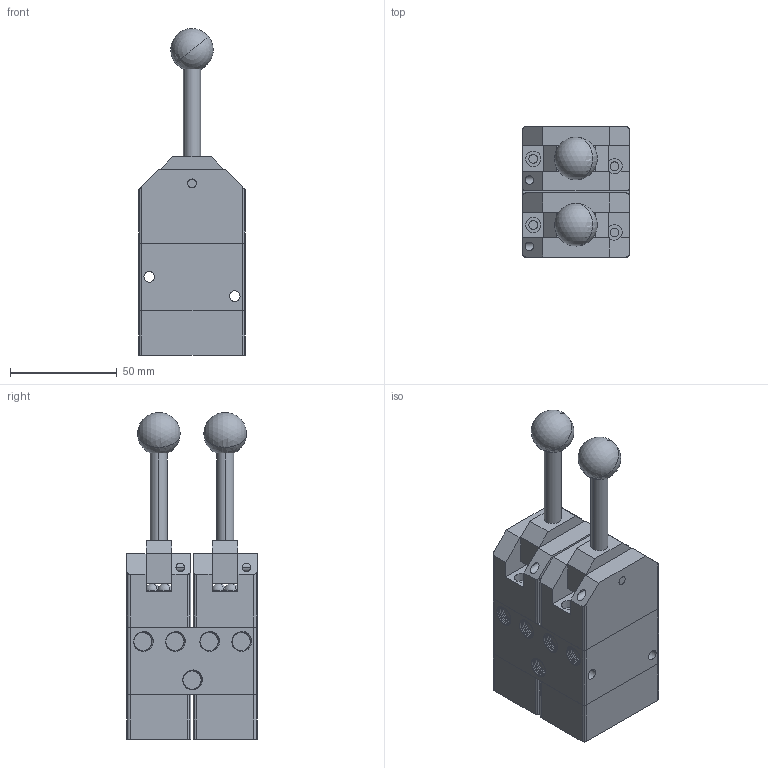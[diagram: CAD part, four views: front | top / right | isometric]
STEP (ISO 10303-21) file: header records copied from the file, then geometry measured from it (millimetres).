
FILE_DESCRIPTION((''),'2;1');
FILE_NAME('00_163_4.stp','2002-12-07T20:08:23',('Branislav Petkovic'),('AZ Pneumatica'),'AutoCAD STEP 2000i','AutoCAD 2000i','Via J. F. Kennedy, 26, 20020 Misinto (MI), ITALY');
FILE_SCHEMA(('CONFIG_CONTROL_DESIGN'));
Length unit declared in the file: millimetre
Products named in the file (10): 00_163_4; 521ML TELO 2; PART1; RUCKA ML; PART2; ~~PART1; KUGLA; PIPAK; OSOVINA; PART3
Assembly tree (11 placements, depth 3):
  00_163_4
    521ML TELO 2
      PART1
    RUCKA ML  x2
      PART2
      ~~PART1
      KUGLA
      PIPAK
      OSOVINA
      PART3
Bounding box: 50 x 61 x 152.92 mm (x, y, z)
Surface area: 62942.8 mm2 (no closed solid volume)
Topology: 0 solids, 15 shells, 414 faces, 1137 edges, 750 vertices
Faces by surface type: cylinder 291, plane 93, bspline 14, sphere 12, cone 4
Entity records: 28014 total; most frequent: CARTESIAN_POINT 20433, ORIENTED_EDGE 1712, DIRECTION 1277, EDGE_CURVE 856, VERTEX_POINT 571, AXIS2_PLACEMENT_3D 483, B_SPLINE_CURVE_WITH_KNOTS 367, EDGE_LOOP 339
